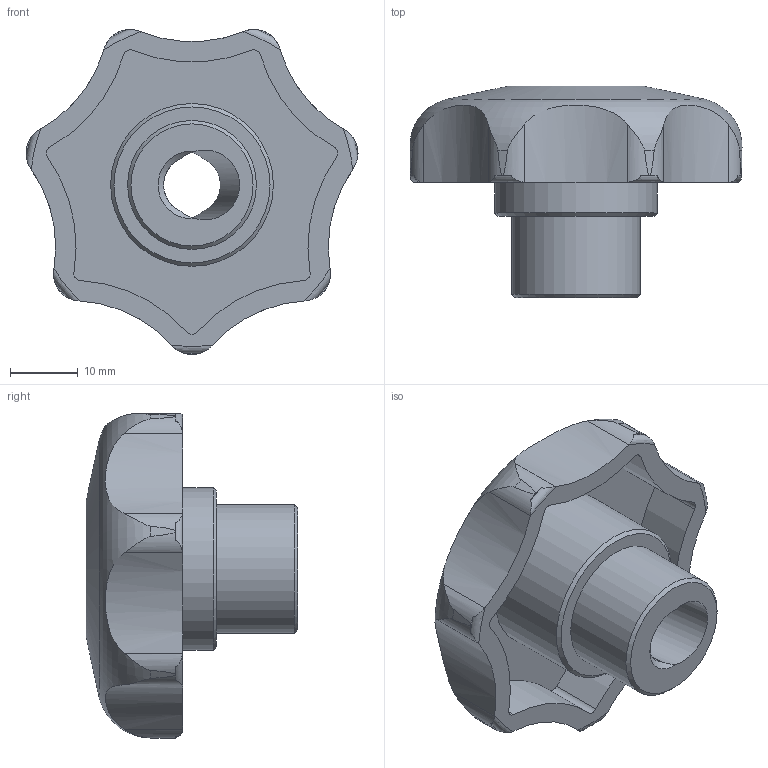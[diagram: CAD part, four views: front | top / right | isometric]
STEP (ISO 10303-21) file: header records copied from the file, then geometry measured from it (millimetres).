
FILE_DESCRIPTION( ( 'STEP AP214' ), '1' );
FILE_NAME( 'K0156.10.stp', '2020-11-26T09:45:42', ( '' ), ( '' ), ' ', 'PARTsolutions', ' ' );
FILE_SCHEMA( ( 'AUTOMOTIVE_DESIGN { 1 0 10303 214 1 1 1 1 }' ) );
Length unit declared in the file: millimetre
Products named in the file (1): _K0156.10
Bounding box: 48.95 x 31.2 x 47.92 mm (x, y, z)
Volume: 17149.9 mm3; surface area: 8573.9 mm2
Topology: 1 solids, 1 shells, 75 faces, 196 edges, 127 vertices
Faces by surface type: cylinder 41, plane 13, cone 12, torus 8, sphere 1
Full cylindrical faces by diameter (mm): 10.3 x1, 18 x1, 19 x1, 24 x1
Entity records: 3544 total; most frequent: CARTESIAN_POINT 1189, ORIENTED_EDGE 368, DIRECTION 354, EDGE_CURVE 184, AXIS2_PLACEMENT_3D 163, VERTEX_POINT 124, EDGE_LOOP 90, CIRCLE 85
